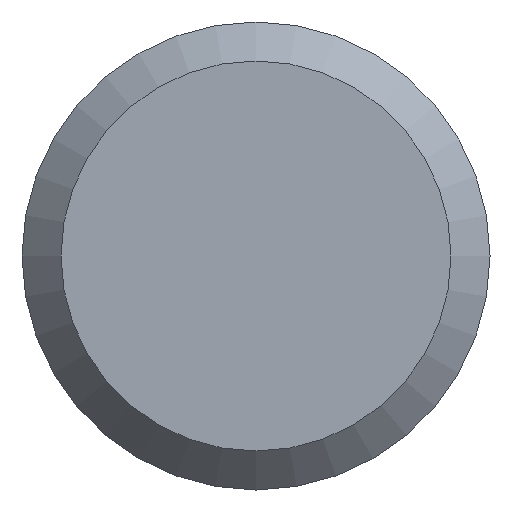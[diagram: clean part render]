
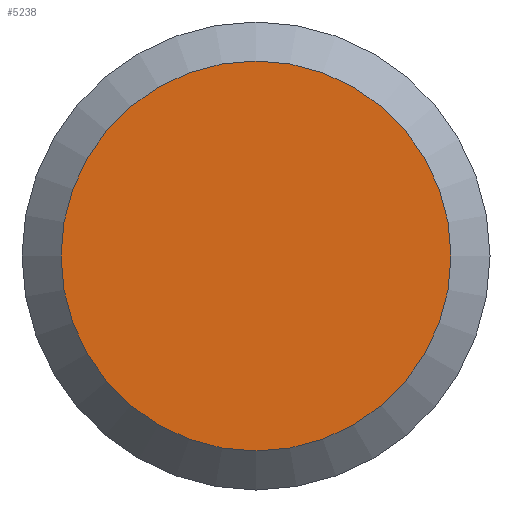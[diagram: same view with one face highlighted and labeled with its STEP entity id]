
A CAD part, front view. The second image highlights one B-rep face of the part: STEP entity #5238.
In plain terms, the highlighted planar face has unit normal (0, -1, 0).
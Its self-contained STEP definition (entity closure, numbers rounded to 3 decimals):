
#756 = EDGE_CURVE ( 'NONE', #15302, #15302, #11373, .T. ) ;
#3678 = DIRECTION ( 'NONE',  ( 0., -1., 0. ) ) ;
#4550 = PLANE ( 'NONE',  #5934 ) ;
#5238 = ADVANCED_FACE ( 'NONE', ( #5804 ), #4550, .F. ) ;
#5804 = FACE_OUTER_BOUND ( 'NONE', #12946, .T. ) ;
#5934 = AXIS2_PLACEMENT_3D ( 'NONE', #13096, #9523, #13214 ) ;
#6155 = DIRECTION ( 'NONE',  ( 0., 0., 1. ) ) ;
#6218 = CARTESIAN_POINT ( 'NONE',  ( 0., -500., 0. ) ) ;
#6760 = ORIENTED_EDGE ( 'NONE', *, *, #756, .T. ) ;
#8224 = CARTESIAN_POINT ( 'NONE',  ( 0., -500., 5. ) ) ;
#8723 = AXIS2_PLACEMENT_3D ( 'NONE', #6218, #3678, #6155 ) ;
#9523 = DIRECTION ( 'NONE',  ( 0., 1., 0. ) ) ;
#11373 = CIRCLE ( 'NONE', #8723, 5. ) ;
#12946 = EDGE_LOOP ( 'NONE', ( #6760 ) ) ;
#13096 = CARTESIAN_POINT ( 'NONE',  ( 0., -500., 0. ) ) ;
#13214 = DIRECTION ( 'NONE',  ( 0., 0., 1. ) ) ;
#15302 = VERTEX_POINT ( 'NONE', #8224 ) ;
